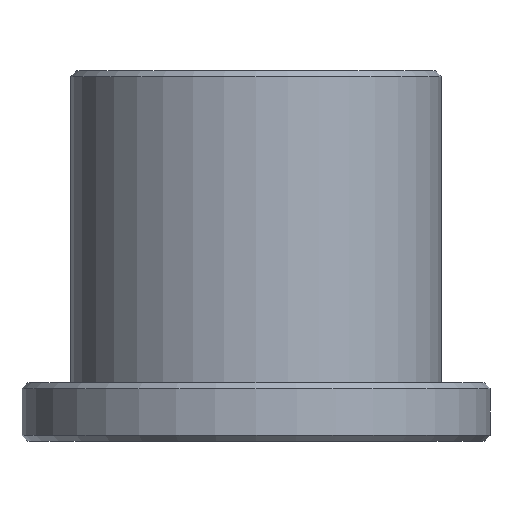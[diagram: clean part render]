
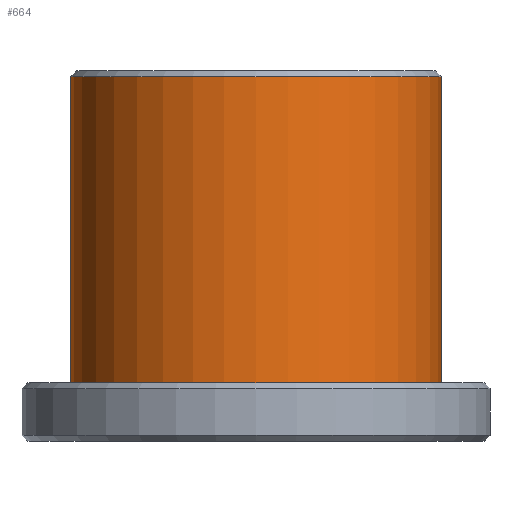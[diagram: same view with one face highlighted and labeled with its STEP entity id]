
A CAD part, front view. The second image highlights one B-rep face of the part: STEP entity #664.
In plain terms, the highlighted cylindrical face has radius 9.5 mm (diameter 19 mm), a partial arc.
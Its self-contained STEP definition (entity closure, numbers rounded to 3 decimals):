
#46 = CARTESIAN_POINT ( 'NONE',  ( 0., 0., 3. ) ) ;
#98 = VERTEX_POINT ( 'NONE', #1441 ) ;
#159 = DIRECTION ( 'NONE',  ( -1., 0., 0. ) ) ;
#171 = DIRECTION ( 'NONE',  ( 0., 0., -1. ) ) ;
#196 = EDGE_CURVE ( 'NONE', #98, #1437, #559, .T. ) ;
#269 = ORIENTED_EDGE ( 'NONE', *, *, #1053, .F. ) ;
#326 = CIRCLE ( 'NONE', #965, 9.5 ) ;
#331 = ORIENTED_EDGE ( 'NONE', *, *, #342, .F. ) ;
#342 = EDGE_CURVE ( 'NONE', #462, #1421, #1246, .T. ) ;
#352 = ORIENTED_EDGE ( 'NONE', *, *, #196, .T. ) ;
#375 = VECTOR ( 'NONE', #171, 1000. ) ;
#404 = CARTESIAN_POINT ( 'NONE',  ( 9.5, 0., 3. ) ) ;
#462 = VERTEX_POINT ( 'NONE', #960 ) ;
#559 = LINE ( 'NONE', #1252, #1416 ) ;
#637 = CARTESIAN_POINT ( 'NONE',  ( 0., 0., 18.7 ) ) ;
#639 = CARTESIAN_POINT ( 'NONE',  ( 9.5, 0., 19. ) ) ;
#650 = AXIS2_PLACEMENT_3D ( 'NONE', #713, #931, #1267 ) ;
#664 = ADVANCED_FACE ( 'NONE', ( #898 ), #1375, .T. ) ;
#713 = CARTESIAN_POINT ( 'NONE',  ( 0., 0., 19. ) ) ;
#751 = DIRECTION ( 'NONE',  ( 1., 0., 0. ) ) ;
#772 = AXIS2_PLACEMENT_3D ( 'NONE', #46, #841, #159 ) ;
#841 = DIRECTION ( 'NONE',  ( 0., 0., -1. ) ) ;
#898 = FACE_OUTER_BOUND ( 'NONE', #1250, .T. ) ;
#931 = DIRECTION ( 'NONE',  ( 0., 0., -1. ) ) ;
#960 = CARTESIAN_POINT ( 'NONE',  ( 9.5, 0., 18.7 ) ) ;
#965 = AXIS2_PLACEMENT_3D ( 'NONE', #637, #1410, #751 ) ;
#1007 = CIRCLE ( 'NONE', #772, 9.5 ) ;
#1053 = EDGE_CURVE ( 'NONE', #1421, #1437, #1007, .T. ) ;
#1139 = DIRECTION ( 'NONE',  ( 0., 0., -1. ) ) ;
#1240 = ORIENTED_EDGE ( 'NONE', *, *, #1423, .T. ) ;
#1246 = LINE ( 'NONE', #639, #375 ) ;
#1250 = EDGE_LOOP ( 'NONE', ( #331, #1240, #352, #269 ) ) ;
#1252 = CARTESIAN_POINT ( 'NONE',  ( -9.5, 0., 19. ) ) ;
#1267 = DIRECTION ( 'NONE',  ( -1., 0., 0. ) ) ;
#1311 = CARTESIAN_POINT ( 'NONE',  ( -9.5, 0., 3. ) ) ;
#1375 = CYLINDRICAL_SURFACE ( 'NONE', #650, 9.5 ) ;
#1410 = DIRECTION ( 'NONE',  ( 0., 0., -1. ) ) ;
#1416 = VECTOR ( 'NONE', #1139, 1000. ) ;
#1421 = VERTEX_POINT ( 'NONE', #404 ) ;
#1423 = EDGE_CURVE ( 'NONE', #462, #98, #326, .T. ) ;
#1437 = VERTEX_POINT ( 'NONE', #1311 ) ;
#1441 = CARTESIAN_POINT ( 'NONE',  ( -9.5, 0., 18.7 ) ) ;
